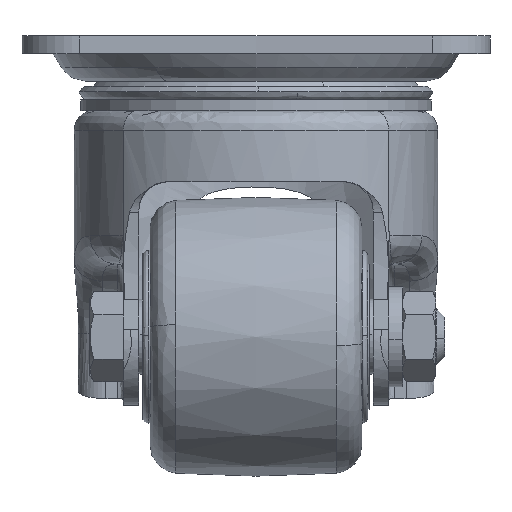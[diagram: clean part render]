
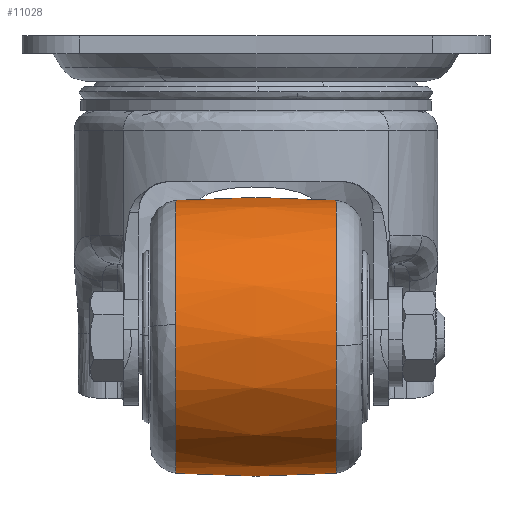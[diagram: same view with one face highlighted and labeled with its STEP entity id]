
A CAD part, left-side view. The second image highlights one B-rep face of the part: STEP entity #11028.
In plain terms, the highlighted free-form (B-spline) face has degree [2, 2] with [3, 7] control points.
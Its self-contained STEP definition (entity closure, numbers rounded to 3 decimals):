
#10740=CARTESIAN_POINT('',(-35.389,14.359,-51.849));
#10741=VERTEX_POINT('',#10740);
#10755=CARTESIAN_POINT('',(-11.,14.359,-29.516));
#10756=VERTEX_POINT('',#10755);
#10757=CARTESIAN_POINT('',(-11.,14.359,-29.516));
#10758=CARTESIAN_POINT('',(-33.42,14.359,-29.516));
#10759=CARTESIAN_POINT('',(-35.389,14.359,-51.849));
#10767=(BOUNDED_CURVE()B_SPLINE_CURVE(2,(#10757,#10758,#10759),.UNSPECIFIED.,.F.,.U.)B_SPLINE_CURVE_WITH_KNOTS((3,3),(0.5,0.735),.UNSPECIFIED.)CURVE()GEOMETRIC_REPRESENTATION_ITEM()RATIONAL_B_SPLINE_CURVE((1.0,0.725,0.966))REPRESENTATION_ITEM(''));
#10768=EDGE_CURVE('',#10756,#10741,#10767,.T.);
#10834=CARTESIAN_POINT('',(-11.,14.359,-78.484));
#10835=VERTEX_POINT('',#10834);
#10849=CARTESIAN_POINT('',(-35.389,14.359,-51.849));
#10850=CARTESIAN_POINT('',(-35.484,14.359,-52.922));
#10851=CARTESIAN_POINT('',(-35.484,14.359,-54.));
#10852=CARTESIAN_POINT('',(-35.484,14.359,-78.484));
#10853=CARTESIAN_POINT('',(-11.,14.359,-78.484));
#10861=(BOUNDED_CURVE()B_SPLINE_CURVE(2,(#10849,#10850,#10851,#10852,#10853),.UNSPECIFIED.,.F.,.U.)B_SPLINE_CURVE_WITH_KNOTS((3,2,3),(0.735,0.75,1.0),.UNSPECIFIED.)CURVE()GEOMETRIC_REPRESENTATION_ITEM()RATIONAL_B_SPLINE_CURVE((0.966,0.982,1.0,0.707,1.0))REPRESENTATION_ITEM(''));
#10862=EDGE_CURVE('',#10741,#10835,#10861,.T.);
#10898=CARTESIAN_POINT('',(-11.,-14.359,-78.484));
#10899=VERTEX_POINT('',#10898);
#10900=CARTESIAN_POINT('',(-11.,-14.359,-78.484));
#10901=CARTESIAN_POINT('',(-11.,0.,-79.517));
#10902=CARTESIAN_POINT('',(-11.,14.359,-78.484));
#10910=(BOUNDED_CURVE()B_SPLINE_CURVE(2,(#10900,#10901,#10902),.UNSPECIFIED.,.F.,.U.)B_SPLINE_CURVE_WITH_KNOTS((3,3),(0.43,0.57),.UNSPECIFIED.)CURVE()GEOMETRIC_REPRESENTATION_ITEM()RATIONAL_B_SPLINE_CURVE((0.939,0.936,0.939))REPRESENTATION_ITEM(''));
#10911=EDGE_CURVE('',#10899,#10835,#10910,.T.);
#10915=CARTESIAN_POINT('',(-11.,-14.359,-29.516));
#10916=VERTEX_POINT('',#10915);
#10917=CARTESIAN_POINT('',(-11.,-14.359,-29.516));
#10918=CARTESIAN_POINT('',(-11.,0.,-28.483));
#10919=CARTESIAN_POINT('',(-11.,14.359,-29.516));
#10927=(BOUNDED_CURVE()B_SPLINE_CURVE(2,(#10917,#10918,#10919),.UNSPECIFIED.,.F.,.U.)B_SPLINE_CURVE_WITH_KNOTS((3,3),(0.43,0.57),.UNSPECIFIED.)CURVE()GEOMETRIC_REPRESENTATION_ITEM()RATIONAL_B_SPLINE_CURVE((0.939,0.936,0.939))REPRESENTATION_ITEM(''));
#10928=EDGE_CURVE('',#10916,#10756,#10927,.T.);
#10963=CARTESIAN_POINT('',(-10.318,-15.789,-29.624));
#10964=CARTESIAN_POINT('',(-10.284,0.,-28.374));
#10965=CARTESIAN_POINT('',(-10.318,15.789,-29.624));
#10966=CARTESIAN_POINT('',(-10.657,-15.789,-29.624));
#10967=CARTESIAN_POINT('',(-10.64,0.,-28.374));
#10968=CARTESIAN_POINT('',(-10.657,15.789,-29.624));
#10969=CARTESIAN_POINT('',(-35.376,-15.789,-29.624));
#10970=CARTESIAN_POINT('',(-36.626,0.,-28.374));
#10971=CARTESIAN_POINT('',(-35.376,15.789,-29.624));
#10972=CARTESIAN_POINT('',(-35.376,-15.789,-54.));
#10973=CARTESIAN_POINT('',(-36.626,0.,-54.));
#10974=CARTESIAN_POINT('',(-35.376,15.789,-54.));
#10975=CARTESIAN_POINT('',(-35.376,-15.789,-78.376));
#10976=CARTESIAN_POINT('',(-36.626,0.,-79.626));
#10977=CARTESIAN_POINT('',(-35.376,15.789,-78.376));
#10978=CARTESIAN_POINT('',(-10.657,-15.789,-78.376));
#10979=CARTESIAN_POINT('',(-10.64,0.,-79.626));
#10980=CARTESIAN_POINT('',(-10.657,15.789,-78.376));
#10981=CARTESIAN_POINT('',(-10.318,-15.789,-78.376));
#10982=CARTESIAN_POINT('',(-10.284,0.,-79.626));
#10983=CARTESIAN_POINT('',(-10.318,15.789,-78.376));
#10991=(BOUNDED_SURFACE()B_SPLINE_SURFACE(2,2,((#10963,#10966,#10969,#10972,#10975,#10978,#10981),(#10964,#10967,#10970,#10973,#10976,#10979,#10982),(#10965,#10968,#10971,#10974,#10977,#10980,#10983)),.UNSPECIFIED.,.F.,.F.,.U.)B_SPLINE_SURFACE_WITH_KNOTS((3,3),(3,1,2,1,3),(0.0,31.628),(0.0,0.828,42.25,83.671,84.5),.UNSPECIFIED.)GEOMETRIC_REPRESENTATION_ITEM()RATIONAL_B_SPLINE_SURFACE(((0.95,0.944,0.664,0.939,0.664,0.944,0.95),(0.947,0.942,0.662,0.936,0.662,0.942,0.947),(0.95,0.944,0.664,0.939,0.664,0.944,0.95)))REPRESENTATION_ITEM('')SURFACE());
#10992=ORIENTED_EDGE('',*,*,#10911,.F.);
#10993=CARTESIAN_POINT('',(-35.436,-14.359,-55.537));
#10994=VERTEX_POINT('',#10993);
#10995=CARTESIAN_POINT('',(-35.436,-14.359,-55.537));
#10996=CARTESIAN_POINT('',(-33.992,-14.359,-78.484));
#10997=CARTESIAN_POINT('',(-11.,-14.359,-78.484));
#11005=(BOUNDED_CURVE()B_SPLINE_CURVE(2,(#10995,#10996,#10997),.UNSPECIFIED.,.F.,.U.)B_SPLINE_CURVE_WITH_KNOTS((3,3),(0.761,1.0),.UNSPECIFIED.)CURVE()GEOMETRIC_REPRESENTATION_ITEM()RATIONAL_B_SPLINE_CURVE((0.975,0.72,1.0))REPRESENTATION_ITEM(''));
#11006=EDGE_CURVE('',#10994,#10899,#11005,.T.);
#11007=ORIENTED_EDGE('',*,*,#11006,.F.);
#11008=CARTESIAN_POINT('',(-11.,-14.359,-29.516));
#11009=CARTESIAN_POINT('',(-35.484,-14.359,-29.516));
#11010=CARTESIAN_POINT('',(-35.484,-14.359,-54.));
#11011=CARTESIAN_POINT('',(-35.484,-14.359,-54.769));
#11012=CARTESIAN_POINT('',(-35.436,-14.359,-55.537));
#11020=(BOUNDED_CURVE()B_SPLINE_CURVE(2,(#11008,#11009,#11010,#11011,#11012),.UNSPECIFIED.,.F.,.U.)B_SPLINE_CURVE_WITH_KNOTS((3,2,3),(0.5,0.75,0.761),.UNSPECIFIED.)CURVE()GEOMETRIC_REPRESENTATION_ITEM()RATIONAL_B_SPLINE_CURVE((1.0,0.707,1.0,0.987,0.975))REPRESENTATION_ITEM(''));
#11021=EDGE_CURVE('',#10916,#10994,#11020,.T.);
#11022=ORIENTED_EDGE('',*,*,#11021,.F.);
#11023=ORIENTED_EDGE('',*,*,#10928,.T.);
#11024=ORIENTED_EDGE('',*,*,#10768,.T.);
#11025=ORIENTED_EDGE('',*,*,#10862,.T.);
#11026=EDGE_LOOP('',(#10992,#11007,#11022,#11023,#11024,#11025));
#11027=FACE_OUTER_BOUND('',#11026,.T.);
#11028=ADVANCED_FACE('',(#11027),#10991,.T.);
